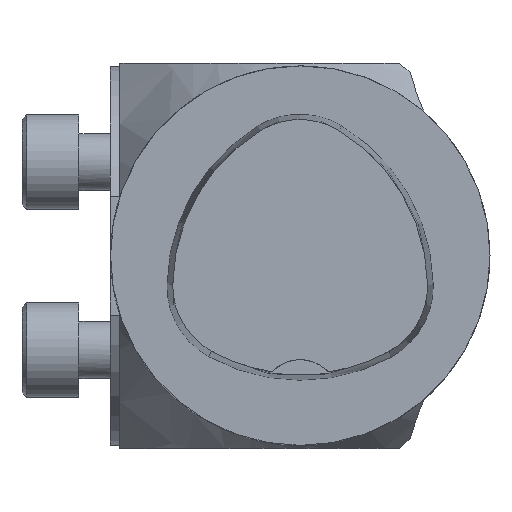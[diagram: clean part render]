
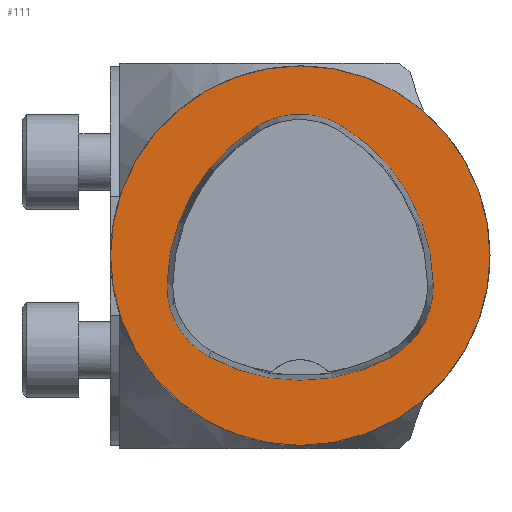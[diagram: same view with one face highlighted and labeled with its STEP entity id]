
A CAD part, top view. The second image highlights one B-rep face of the part: STEP entity #111.
In plain terms, the highlighted planar face has unit normal (0, 0, 1).
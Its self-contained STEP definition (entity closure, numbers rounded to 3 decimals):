
#43=PLANE('',#803);
#111=ADVANCED_FACE('',(#241,#242),#43,.T.);
#241=FACE_BOUND('',#291,.T.);
#242=FACE_BOUND('',#292,.T.);
#291=EDGE_LOOP('',(#397,#398,#399,#400,#401,#402));
#292=EDGE_LOOP('',(#403));
#397=ORIENTED_EDGE('',*,*,#636,.T.);
#398=ORIENTED_EDGE('',*,*,#616,.T.);
#399=ORIENTED_EDGE('',*,*,#620,.T.);
#400=ORIENTED_EDGE('',*,*,#623,.T.);
#401=ORIENTED_EDGE('',*,*,#626,.T.);
#402=ORIENTED_EDGE('',*,*,#634,.T.);
#403=ORIENTED_EDGE('',*,*,#609,.F.);
#540=VERTEX_POINT('',#1113);
#547=VERTEX_POINT('',#1154);
#548=VERTEX_POINT('',#1155);
#551=VERTEX_POINT('',#1163);
#553=VERTEX_POINT('',#1169);
#555=VERTEX_POINT('',#1175);
#562=VERTEX_POINT('',#1196);
#609=EDGE_CURVE('',#540,#540,#702,.T.);
#616=EDGE_CURVE('',#547,#548,#705,.T.);
#620=EDGE_CURVE('',#548,#551,#707,.T.);
#623=EDGE_CURVE('',#551,#553,#709,.T.);
#626=EDGE_CURVE('',#553,#555,#711,.T.);
#634=EDGE_CURVE('',#555,#562,#715,.T.);
#636=EDGE_CURVE('',#562,#547,#717,.T.);
#702=CIRCLE('',#777,20.);
#705=CIRCLE('',#781,20.);
#707=CIRCLE('',#784,8.5);
#709=CIRCLE('',#787,20.);
#711=CIRCLE('',#790,8.5);
#715=CIRCLE('',#795,20.);
#717=CIRCLE('',#798,8.5);
#777=AXIS2_PLACEMENT_3D('',#1112,#883,#884);
#781=AXIS2_PLACEMENT_3D('',#1153,#893,#894);
#784=AXIS2_PLACEMENT_3D('',#1162,#901,#902);
#787=AXIS2_PLACEMENT_3D('',#1168,#908,#909);
#790=AXIS2_PLACEMENT_3D('',#1174,#915,#916);
#795=AXIS2_PLACEMENT_3D('',#1197,#927,#928);
#798=AXIS2_PLACEMENT_3D('',#1200,#933,#934);
#803=AXIS2_PLACEMENT_3D('',#1205,#943,#944);
#883=DIRECTION('',(0.,0.,-1.));
#884=DIRECTION('',(-1.,0.,0.));
#893=DIRECTION('',(0.,0.,-1.));
#894=DIRECTION('',(-1.,0.,0.));
#901=DIRECTION('',(0.,0.,-1.));
#902=DIRECTION('',(-1.,0.,0.));
#908=DIRECTION('',(0.,0.,-1.));
#909=DIRECTION('',(-1.,0.,0.));
#915=DIRECTION('',(0.,0.,-1.));
#916=DIRECTION('',(-1.,0.,0.));
#927=DIRECTION('',(0.,0.,-1.));
#928=DIRECTION('',(-1.,0.,0.));
#933=DIRECTION('',(0.,0.,-1.));
#934=DIRECTION('',(-1.,0.,0.));
#943=DIRECTION('',(0.,0.,1.));
#944=DIRECTION('',(1.,0.,0.));
#1112=CARTESIAN_POINT('',(0.,0.,0.));
#1113=CARTESIAN_POINT('',(-20.,0.,0.));
#1153=CARTESIAN_POINT('',(5.955,-3.414,0.));
#1154=CARTESIAN_POINT('',(-14.041,-3.042,0.));
#1155=CARTESIAN_POINT('',(-4.472,13.653,0.));
#1162=CARTESIAN_POINT('',(-0.04,6.4,0.));
#1163=CARTESIAN_POINT('',(4.347,13.68,0.));
#1168=CARTESIAN_POINT('',(-5.976,-3.45,0.));
#1169=CARTESIAN_POINT('',(14.021,-3.075,0.));
#1174=CARTESIAN_POINT('',(5.522,-3.235,0.));
#1175=CARTESIAN_POINT('',(9.588,-10.699,0.));
#1196=CARTESIAN_POINT('',(-9.655,-10.639,0.));
#1197=CARTESIAN_POINT('',(0.022,6.864,0.));
#1200=CARTESIAN_POINT('',(-5.543,-3.2,0.));
#1205=CARTESIAN_POINT('',(0.,0.,0.));
